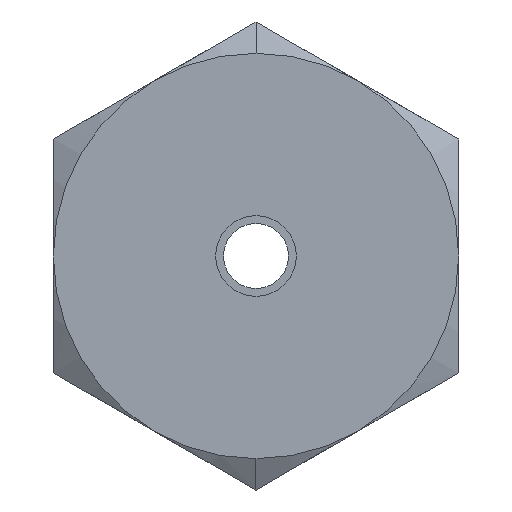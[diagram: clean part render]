
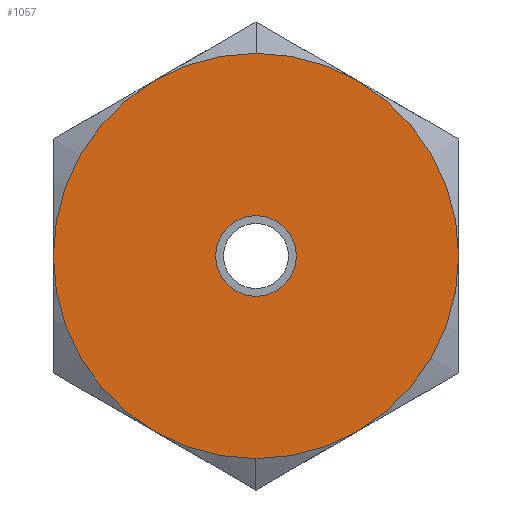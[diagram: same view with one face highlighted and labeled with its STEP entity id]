
A CAD part, left-side view. The second image highlights one B-rep face of the part: STEP entity #1057.
In plain terms, the highlighted planar face has unit normal (-1, 0, 0).
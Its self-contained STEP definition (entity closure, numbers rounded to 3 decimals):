
#581 = CIRCLE ( 'NONE', #2437, 3.97 ) ;
#766 = CARTESIAN_POINT ( 'NONE',  ( 0., 0., 0. ) ) ;
#1034 = CARTESIAN_POINT ( 'NONE',  ( 0., 0., 0.79 ) ) ;
#1057 = ADVANCED_FACE ( 'NONE', ( #2757, #3953 ), #3916, .T. ) ;
#1526 = CARTESIAN_POINT ( 'NONE',  ( 0., 0., 0. ) ) ;
#1730 = AXIS2_PLACEMENT_3D ( 'NONE', #6797, #1769, #6655 ) ;
#1769 = DIRECTION ( 'NONE',  ( -1., 0., 0. ) ) ;
#2128 = CARTESIAN_POINT ( 'NONE',  ( 0., 0., 0. ) ) ;
#2437 = AXIS2_PLACEMENT_3D ( 'NONE', #5701, #2814, #6643 ) ;
#2757 = FACE_BOUND ( 'NONE', #6710, .T. ) ;
#2788 = CIRCLE ( 'NONE', #6963, 3.97 ) ;
#2814 = DIRECTION ( 'NONE',  ( 1., 0., 0. ) ) ;
#3125 = CIRCLE ( 'NONE', #3590, 0.79 ) ;
#3149 = DIRECTION ( 'NONE',  ( 1., 0., 0. ) ) ;
#3194 = ORIENTED_EDGE ( 'NONE', *, *, #6472, .F. ) ;
#3499 = AXIS2_PLACEMENT_3D ( 'NONE', #1526, #6018, #3686 ) ;
#3590 = AXIS2_PLACEMENT_3D ( 'NONE', #2128, #3149, #5954 ) ;
#3686 = DIRECTION ( 'NONE',  ( 0., 0., -1. ) ) ;
#3713 = EDGE_CURVE ( 'NONE', #5904, #6984, #3125, .T. ) ;
#3847 = CIRCLE ( 'NONE', #3499, 0.79 ) ;
#3916 = PLANE ( 'NONE',  #1730 ) ;
#3953 = FACE_OUTER_BOUND ( 'NONE', #6340, .T. ) ;
#4021 = EDGE_CURVE ( 'NONE', #6984, #5904, #3847, .T. ) ;
#4595 = DIRECTION ( 'NONE',  ( 0., 0., -1. ) ) ;
#5401 = CARTESIAN_POINT ( 'NONE',  ( 0., 0., -3.97 ) ) ;
#5656 = DIRECTION ( 'NONE',  ( 1., 0., 0. ) ) ;
#5701 = CARTESIAN_POINT ( 'NONE',  ( 0., 0., 0. ) ) ;
#5872 = VERTEX_POINT ( 'NONE', #5401 ) ;
#5873 = ORIENTED_EDGE ( 'NONE', *, *, #3713, .T. ) ;
#5904 = VERTEX_POINT ( 'NONE', #1034 ) ;
#5954 = DIRECTION ( 'NONE',  ( 0., 0., 1. ) ) ;
#5996 = CARTESIAN_POINT ( 'NONE',  ( 0., 0., -0.79 ) ) ;
#6018 = DIRECTION ( 'NONE',  ( 1., 0., 0. ) ) ;
#6113 = CARTESIAN_POINT ( 'NONE',  ( 0., 0., 3.97 ) ) ;
#6340 = EDGE_LOOP ( 'NONE', ( #6448, #3194 ) ) ;
#6448 = ORIENTED_EDGE ( 'NONE', *, *, #7182, .F. ) ;
#6472 = EDGE_CURVE ( 'NONE', #5872, #6657, #2788, .T. ) ;
#6643 = DIRECTION ( 'NONE',  ( 0., 0., 1. ) ) ;
#6655 = DIRECTION ( 'NONE',  ( 0., 0., 1. ) ) ;
#6657 = VERTEX_POINT ( 'NONE', #6113 ) ;
#6710 = EDGE_LOOP ( 'NONE', ( #6973, #5873 ) ) ;
#6797 = CARTESIAN_POINT ( 'NONE',  ( 0., 0., 1.985 ) ) ;
#6963 = AXIS2_PLACEMENT_3D ( 'NONE', #766, #5656, #4595 ) ;
#6973 = ORIENTED_EDGE ( 'NONE', *, *, #4021, .T. ) ;
#6984 = VERTEX_POINT ( 'NONE', #5996 ) ;
#7182 = EDGE_CURVE ( 'NONE', #6657, #5872, #581, .T. ) ;
